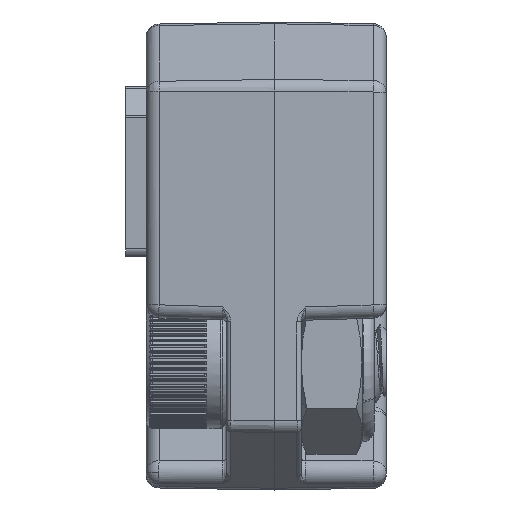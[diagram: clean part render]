
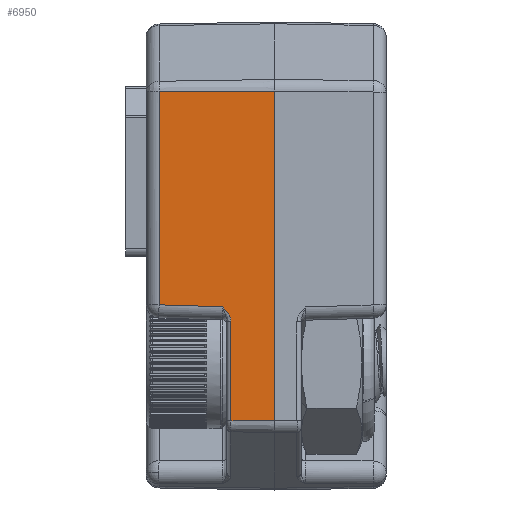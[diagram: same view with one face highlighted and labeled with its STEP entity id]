
A CAD part, left-side view. The second image highlights one B-rep face of the part: STEP entity #6950.
In plain terms, the highlighted face is planar.
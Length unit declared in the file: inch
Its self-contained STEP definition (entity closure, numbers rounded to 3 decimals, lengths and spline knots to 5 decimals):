
#1315 = ORIENTED_EDGE ( 'NONE', *, *, #56899, .T. ) ;
#2910 = VECTOR ( 'NONE', #10981, 39.37008 ) ;
#5192 = EDGE_CURVE ( 'NONE', #38385, #6295, #9334, .T. ) ;
#5916 = VECTOR ( 'NONE', #56178, 39.37008 ) ;
#6295 = VERTEX_POINT ( 'NONE', #35282 ) ;
#6950 = ADVANCED_FACE ( 'NONE', ( #28981 ), #7858, .T. ) ;
#7477 = CARTESIAN_POINT ( 'NONE',  ( -0.24526, -0.13819, 0.2718 ) ) ;
#7858 = PLANE ( 'NONE',  #24864 ) ;
#9334 = B_SPLINE_CURVE_WITH_KNOTS ( 'NONE', 3,
 ( #46844, #56787, #51942, #18834, #56452, #13698 ),
 .UNSPECIFIED., .F., .F.,
 ( 4, 2, 4 ),
 ( 0., 0.00052, 0.00105 ),
 .UNSPECIFIED. ) ;
#9665 = ORIENTED_EDGE ( 'NONE', *, *, #36763, .T. ) ;
#9888 = LINE ( 'NONE', #50416, #13973 ) ;
#10249 = LINE ( 'NONE', #19614, #10924 ) ;
#10924 = VECTOR ( 'NONE', #39227, 39.37008 ) ;
#10981 = DIRECTION ( 'NONE',  ( 0., 1., 0. ) ) ;
#11799 = CARTESIAN_POINT ( 'NONE',  ( -0.25, -0.13819, 0. ) ) ;
#13698 = CARTESIAN_POINT ( 'NONE',  ( -0.24821, 0.40454, 0.10267 ) ) ;
#13973 = VECTOR ( 'NONE', #39497, 39.37008 ) ;
#14163 = CARTESIAN_POINT ( 'NONE',  ( -0.24786, 0.3694, 0.12233 ) ) ;
#16694 = CARTESIAN_POINT ( 'NONE',  ( -0.24526, 0.36488, 0.2718 ) ) ;
#17266 = CARTESIAN_POINT ( 'NONE',  ( -0.24821, 0.63819, 0.10267 ) ) ;
#17852 = DIRECTION ( 'NONE',  ( -1., 0., 0.017 ) ) ;
#18834 = CARTESIAN_POINT ( 'NONE',  ( -0.24816, 0.39096, 0.10529 ) ) ;
#19614 = CARTESIAN_POINT ( 'NONE',  ( -0.25, 0.63819, 0. ) ) ;
#19660 = CARTESIAN_POINT ( 'NONE',  ( -0.25, 0.63819, 0. ) ) ;
#20646 = CARTESIAN_POINT ( 'NONE',  ( -0.24526, 0.63819, 0.2718 ) ) ;
#21790 = LINE ( 'NONE', #17266, #5916 ) ;
#22821 = EDGE_CURVE ( 'NONE', #56473, #51168, #23845, .T. ) ;
#23845 = LINE ( 'NONE', #19660, #51536 ) ;
#24149 = CARTESIAN_POINT ( 'NONE',  ( -0.25, 0.63819, 0. ) ) ;
#24864 = AXIS2_PLACEMENT_3D ( 'NONE', #24149, #17852, #47140 ) ;
#26706 = VECTOR ( 'NONE', #50958, 39.37008 ) ;
#27143 = EDGE_LOOP ( 'NONE', ( #36605, #47238, #1315, #61858, #36835, #60036, #9665 ) ) ;
#28981 = FACE_OUTER_BOUND ( 'NONE', #27143, .T. ) ;
#35282 = CARTESIAN_POINT ( 'NONE',  ( -0.24821, 0.40454, 0.10267 ) ) ;
#35575 = EDGE_CURVE ( 'NONE', #58078, #60908, #9888, .T. ) ;
#36605 = ORIENTED_EDGE ( 'NONE', *, *, #35575, .F. ) ;
#36763 = EDGE_CURVE ( 'NONE', #51168, #60908, #10249, .T. ) ;
#36789 = LINE ( 'NONE', #51608, #26706 ) ;
#36835 = ORIENTED_EDGE ( 'NONE', *, *, #41650, .T. ) ;
#38156 = EDGE_CURVE ( 'NONE', #58078, #38755, #44809, .T. ) ;
#38385 = VERTEX_POINT ( 'NONE', #14163 ) ;
#38755 = VERTEX_POINT ( 'NONE', #16694 ) ;
#39227 = DIRECTION ( 'NONE',  ( 0., -1., 0. ) ) ;
#39497 = DIRECTION ( 'NONE',  ( -0.017, 0., -1. ) ) ;
#41650 = EDGE_CURVE ( 'NONE', #6295, #56473, #21790, .T. ) ;
#44809 = LINE ( 'NONE', #20646, #2910 ) ;
#46844 = CARTESIAN_POINT ( 'NONE',  ( -0.24786, 0.3694, 0.12233 ) ) ;
#47140 = DIRECTION ( 'NONE',  ( 0.017, 0., 1. ) ) ;
#47238 = ORIENTED_EDGE ( 'NONE', *, *, #38156, .T. ) ;
#49246 = DIRECTION ( 'NONE',  ( -0.017, 0., -1. ) ) ;
#49311 = CARTESIAN_POINT ( 'NONE',  ( -0.25, 0.63819, 0. ) ) ;
#50416 = CARTESIAN_POINT ( 'NONE',  ( -0.25, -0.13819, 0. ) ) ;
#50958 = DIRECTION ( 'NONE',  ( -0.017, 0.03, -0.999 ) ) ;
#51168 = VERTEX_POINT ( 'NONE', #49311 ) ;
#51536 = VECTOR ( 'NONE', #49246, 39.37008 ) ;
#51608 = CARTESIAN_POINT ( 'NONE',  ( -0.24806, 0.36974, 0.11087 ) ) ;
#51942 = CARTESIAN_POINT ( 'NONE',  ( -0.24803, 0.37939, 0.11271 ) ) ;
#56178 = DIRECTION ( 'NONE',  ( 0., 1., 0. ) ) ;
#56452 = CARTESIAN_POINT ( 'NONE',  ( -0.24821, 0.39758, 0.10267 ) ) ;
#56473 = VERTEX_POINT ( 'NONE', #61958 ) ;
#56787 = CARTESIAN_POINT ( 'NONE',  ( -0.24795, 0.37435, 0.11753 ) ) ;
#56899 = EDGE_CURVE ( 'NONE', #38755, #38385, #36789, .T. ) ;
#58078 = VERTEX_POINT ( 'NONE', #7477 ) ;
#60036 = ORIENTED_EDGE ( 'NONE', *, *, #22821, .T. ) ;
#60908 = VERTEX_POINT ( 'NONE', #11799 ) ;
#61858 = ORIENTED_EDGE ( 'NONE', *, *, #5192, .T. ) ;
#61958 = CARTESIAN_POINT ( 'NONE',  ( -0.24821, 0.63819, 0.10267 ) ) ;
